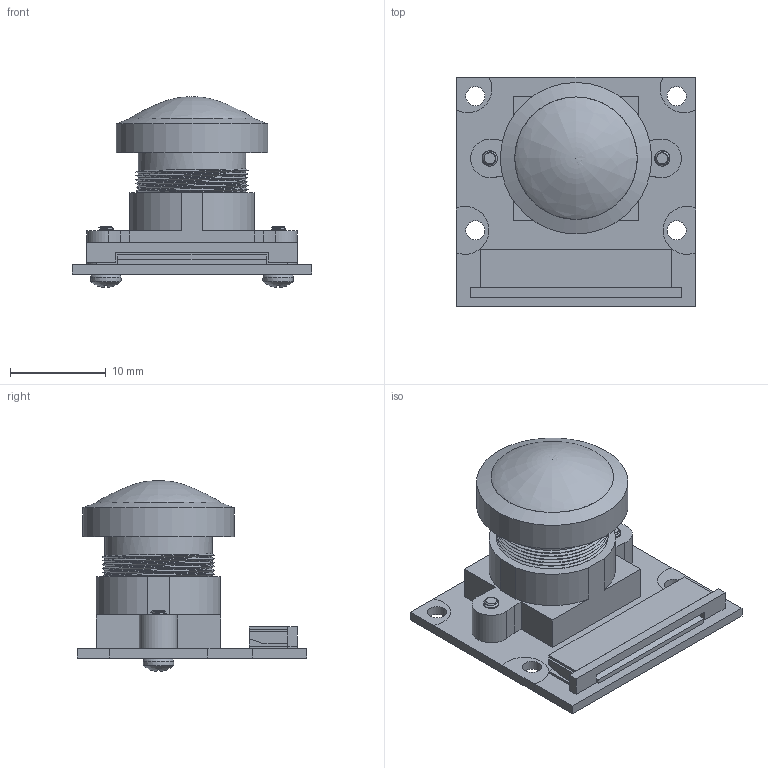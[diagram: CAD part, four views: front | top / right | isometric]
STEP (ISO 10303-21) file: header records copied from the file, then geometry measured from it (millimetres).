
FILE_DESCRIPTION(/* description */ (''),/* implementation_level */ '2;1');
FILE_NAME(/* name */ 'raspberry pi camera.step',/* time_stamp */ '2024-07-28T16:38:33+10:00',/* author */ (''),/* organization */ (''),/* preprocessor_version */ 'ST-DEVELOPER v20',/* originating_system */ 'Autodesk Translation Framework v13.14.0.145',/* authorisation */ '');
FILE_SCHEMA (('AUTOMOTIVE_DESIGN { 1 0 10303 214 3 1 1 }'));
Length unit declared in the file: millimetre
Products named in the file (2): камера; 92000A003_Passivated 18-8 Stainless Steel Pan Head Phillips Screws
Assembly tree (2 placements, depth 2):
  камера
    92000A003_Passivated 18-8 Stainless Steel Pan Head Phillips Screws  x2
Bounding box: 25 x 24 x 19.87 mm (x, y, z)
Volume: 3076 mm3; surface area: 4050 mm2
Topology: 11 solids, 12 shells, 303 faces, 795 edges, 523 vertices
Faces by surface type: plane 126, cylinder 116, bspline 34, cone 21, torus 4, sphere 2
Full cylindrical faces by diameter (mm): 1.145 x24, 1.5 x4, 1.6 x24, 2 x4, 11.2 x7, 15.797 x1
Entity records: 10496 total; most frequent: CARTESIAN_POINT 5282, ORIENTED_EDGE 1112, DIRECTION 986, EDGE_CURVE 556, VERTEX_POINT 367, AXIS2_PLACEMENT_3D 340, LINE 306, VECTOR 306
